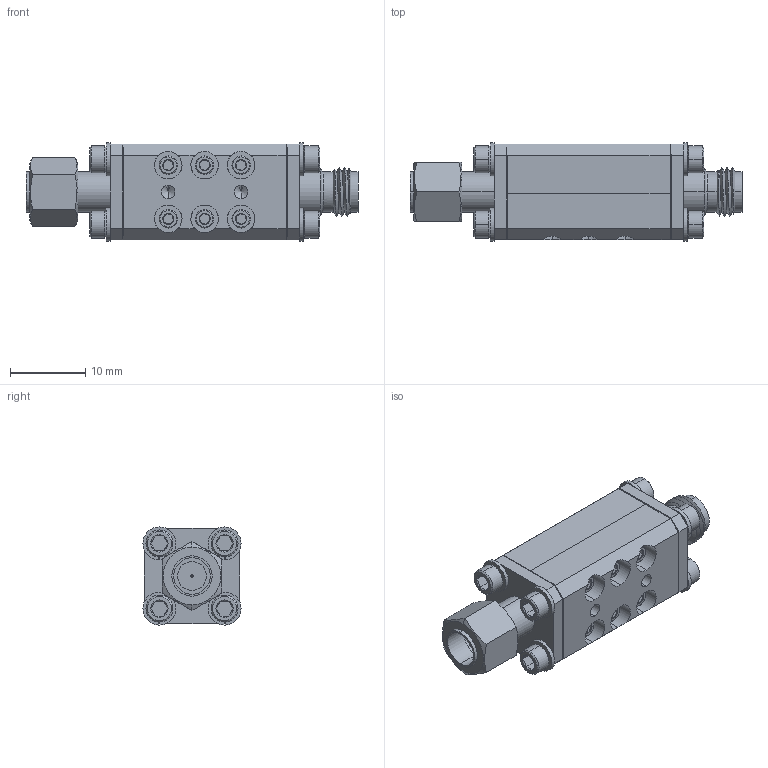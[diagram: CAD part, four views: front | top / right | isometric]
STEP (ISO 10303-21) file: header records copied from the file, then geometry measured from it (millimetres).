
FILE_DESCRIPTION (( 'STEP AP203' ), '1' );
FILE_NAME ('DMCF-AU-101-2, DF.STEP', '2019-10-22T16:34:47', ( '' ), ( '' ), 'SwSTEP 2.0', 'SolidWorks 2016', '' );
FILE_SCHEMA (( 'CONFIG_CONTROL_DESIGN' ));
Length unit declared in the file: inch
Products named in the file (1): DMCF-AU-101-2, DF
Bounding box: 43.99 x 13 x 13 mm (x, y, z)
Volume: 4109.8 mm3; surface area: 5002 mm2
Topology: 26 solids, 26 shells, 667 faces, 1431 edges, 834 vertices
Faces by surface type: plane 251, cone 216, cylinder 196, torus 2, bspline 2
Entity records: 18946 total; most frequent: CARTESIAN_POINT 4604, DIRECTION 3112, ORIENTED_EDGE 2766, EDGE_CURVE 1383, AXIS2_PLACEMENT_3D 1212, VERTEX_POINT 834, EDGE_LOOP 761, LINE 688
